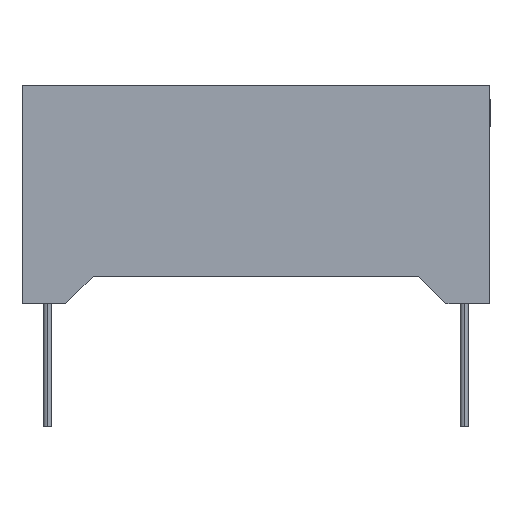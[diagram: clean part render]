
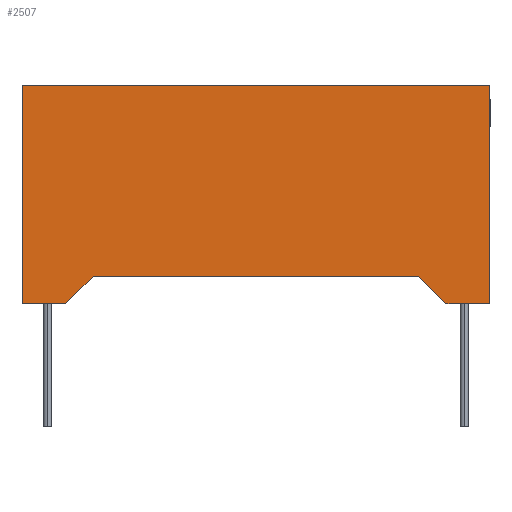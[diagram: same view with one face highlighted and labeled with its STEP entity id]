
A CAD part, left-side view. The second image highlights one B-rep face of the part: STEP entity #2507.
In plain terms, the highlighted planar face has unit normal (-1, 0, 0).
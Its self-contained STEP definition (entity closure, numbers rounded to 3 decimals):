
#564 = VECTOR ( 'NONE', #4778, 1000. ) ;
#886 = DIRECTION ( 'NONE',  ( 0., -1., 0. ) ) ;
#1213 = DIRECTION ( 'NONE',  ( 0., 0., -1. ) ) ;
#1386 = CARTESIAN_POINT ( 'NONE',  ( -6.2, -3.75, 3.2 ) ) ;
#1423 = VECTOR ( 'NONE', #3442, 1000. ) ;
#1681 = ORIENTED_EDGE ( 'NONE', *, *, #6271, .T. ) ;
#1710 = CARTESIAN_POINT ( 'NONE',  ( -6.2, 8.55, 8. ) ) ;
#1978 = DIRECTION ( 'NONE',  ( 0., -1., 0. ) ) ;
#2507 = ADVANCED_FACE ( 'NONE', ( #10929 ), #8752, .F. ) ;
#2638 = DIRECTION ( 'NONE',  ( 0., -1., 0. ) ) ;
#2816 = VERTEX_POINT ( 'NONE', #14060 ) ;
#2818 = EDGE_CURVE ( 'NONE', #6985, #2816, #11729, .T. ) ;
#3116 = CARTESIAN_POINT ( 'NONE',  ( -6.2, -8.55, 0. ) ) ;
#3283 = VECTOR ( 'NONE', #1978, 1000. ) ;
#3442 = DIRECTION ( 'NONE',  ( 0., -0.707, -0.707 ) ) ;
#3748 = LINE ( 'NONE', #8382, #6371 ) ;
#4106 = ORIENTED_EDGE ( 'NONE', *, *, #9372, .T. ) ;
#4331 = VERTEX_POINT ( 'NONE', #4650 ) ;
#4374 = EDGE_CURVE ( 'NONE', #2816, #11344, #7058, .T. ) ;
#4477 = EDGE_CURVE ( 'NONE', #8668, #6985, #7587, .T. ) ;
#4478 = LINE ( 'NONE', #4550, #564 ) ;
#4550 = CARTESIAN_POINT ( 'NONE',  ( -6.2, 8.55, 8. ) ) ;
#4650 = CARTESIAN_POINT ( 'NONE',  ( -6.2, 8.55, 0. ) ) ;
#4778 = DIRECTION ( 'NONE',  ( 0., 0., -1. ) ) ;
#4945 = CARTESIAN_POINT ( 'NONE',  ( -6.2, -4.8, 11.75 ) ) ;
#5385 = VERTEX_POINT ( 'NONE', #1710 ) ;
#5393 = CARTESIAN_POINT ( 'NONE',  ( -6.2, -8.55, 8. ) ) ;
#5545 = VERTEX_POINT ( 'NONE', #10007 ) ;
#5629 = EDGE_CURVE ( 'NONE', #5545, #11615, #11522, .T. ) ;
#5979 = EDGE_CURVE ( 'NONE', #4331, #8668, #7757, .T. ) ;
#6271 = EDGE_CURVE ( 'NONE', #5385, #4331, #4478, .T. ) ;
#6371 = VECTOR ( 'NONE', #7217, 1000. ) ;
#6985 = VERTEX_POINT ( 'NONE', #12900 ) ;
#7058 = LINE ( 'NONE', #1386, #1423 ) ;
#7101 = CARTESIAN_POINT ( 'NONE',  ( -6.2, -8.55, 8. ) ) ;
#7217 = DIRECTION ( 'NONE',  ( 0., -1., 0. ) ) ;
#7226 = CARTESIAN_POINT ( 'NONE',  ( -6.2, -6.95, 0. ) ) ;
#7347 = ORIENTED_EDGE ( 'NONE', *, *, #5629, .F. ) ;
#7376 = VECTOR ( 'NONE', #886, 1000. ) ;
#7587 = LINE ( 'NONE', #4945, #12780 ) ;
#7613 = VECTOR ( 'NONE', #1213, 1000. ) ;
#7757 = LINE ( 'NONE', #11248, #7376 ) ;
#7894 = EDGE_LOOP ( 'NONE', ( #13448, #10654, #11899, #8879, #4106, #7347, #11921, #1681 ) ) ;
#8124 = EDGE_CURVE ( 'NONE', #5385, #5545, #3748, .T. ) ;
#8350 = VECTOR ( 'NONE', #2638, 1000. ) ;
#8382 = CARTESIAN_POINT ( 'NONE',  ( -6.2, -8.55, 8. ) ) ;
#8668 = VERTEX_POINT ( 'NONE', #9817 ) ;
#8752 = PLANE ( 'NONE',  #11024 ) ;
#8879 = ORIENTED_EDGE ( 'NONE', *, *, #4374, .T. ) ;
#9372 = EDGE_CURVE ( 'NONE', #11344, #11615, #12346, .T. ) ;
#9568 = DIRECTION ( 'NONE',  ( 0., -0.707, 0.707 ) ) ;
#9817 = CARTESIAN_POINT ( 'NONE',  ( -6.2, 6.95, 0. ) ) ;
#10005 = CARTESIAN_POINT ( 'NONE',  ( -6.2, -8.55, 0. ) ) ;
#10007 = CARTESIAN_POINT ( 'NONE',  ( -6.2, -8.55, 8. ) ) ;
#10016 = DIRECTION ( 'NONE',  ( 1., 0., 0. ) ) ;
#10654 = ORIENTED_EDGE ( 'NONE', *, *, #4477, .T. ) ;
#10660 = CARTESIAN_POINT ( 'NONE',  ( -6.2, -6.95, 1. ) ) ;
#10929 = FACE_OUTER_BOUND ( 'NONE', #7894, .T. ) ;
#11024 = AXIS2_PLACEMENT_3D ( 'NONE', #5393, #10016, #14630 ) ;
#11248 = CARTESIAN_POINT ( 'NONE',  ( -6.2, -8.55, 0. ) ) ;
#11344 = VERTEX_POINT ( 'NONE', #7226 ) ;
#11522 = LINE ( 'NONE', #7101, #7613 ) ;
#11615 = VERTEX_POINT ( 'NONE', #10005 ) ;
#11729 = LINE ( 'NONE', #10660, #8350 ) ;
#11899 = ORIENTED_EDGE ( 'NONE', *, *, #2818, .T. ) ;
#11921 = ORIENTED_EDGE ( 'NONE', *, *, #8124, .F. ) ;
#12346 = LINE ( 'NONE', #3116, #3283 ) ;
#12780 = VECTOR ( 'NONE', #9568, 1000. ) ;
#12900 = CARTESIAN_POINT ( 'NONE',  ( -6.2, 5.95, 1. ) ) ;
#13448 = ORIENTED_EDGE ( 'NONE', *, *, #5979, .T. ) ;
#14060 = CARTESIAN_POINT ( 'NONE',  ( -6.2, -5.95, 1. ) ) ;
#14630 = DIRECTION ( 'NONE',  ( 0., 0., -1. ) ) ;
